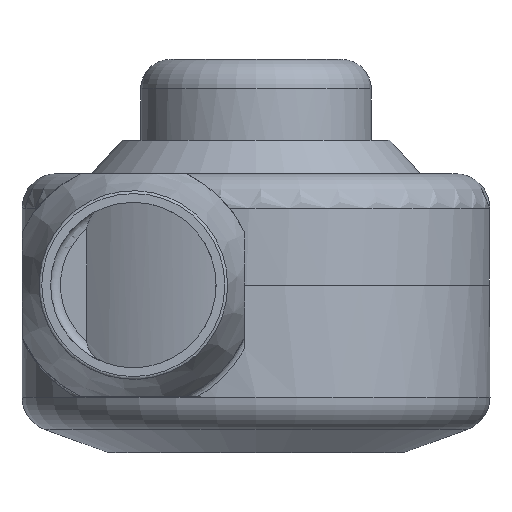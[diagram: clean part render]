
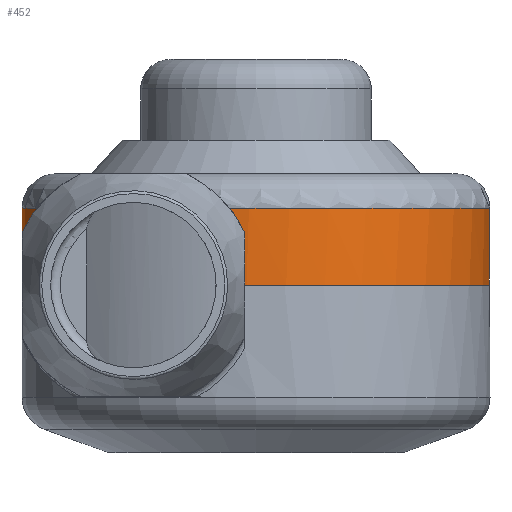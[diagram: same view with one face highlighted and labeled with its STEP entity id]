
A CAD part, left-side view. The second image highlights one B-rep face of the part: STEP entity #452.
In plain terms, the highlighted cylindrical face has radius 23.75 mm (diameter 47.5 mm), a partial arc.
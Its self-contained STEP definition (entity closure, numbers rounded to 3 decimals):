
#452 = ADVANCED_FACE( '', ( #974 ), #975, .T. );
#974 = FACE_OUTER_BOUND( '', #1965, .T. );
#975 = CYLINDRICAL_SURFACE( '', #1966, 23.75 );
#1965 = EDGE_LOOP( '', ( #3189, #3190, #3191, #3192, #3193, #3194 ) );
#1966 = AXIS2_PLACEMENT_3D( '', #3195, #3196, #3197 );
#3189 = ORIENTED_EDGE( '', *, *, #3686, .F. );
#3190 = ORIENTED_EDGE( '', *, *, #3757, .F. );
#3191 = ORIENTED_EDGE( '', *, *, #3628, .F. );
#3192 = ORIENTED_EDGE( '', *, *, #3514, .F. );
#3193 = ORIENTED_EDGE( '', *, *, #3782, .T. );
#3194 = ORIENTED_EDGE( '', *, *, #3575, .F. );
#3195 = CARTESIAN_POINT( '', ( 0., 100., -21.7 ) );
#3196 = DIRECTION( '', ( 0., 0., 1. ) );
#3197 = DIRECTION( '', ( 0., 1., 0. ) );
#3514 = EDGE_CURVE( '', #4049, #4052, #4053, .T. );
#3575 = EDGE_CURVE( '', #4141, #4143, #4144, .T. );
#3628 = EDGE_CURVE( '', #4052, #4225, #4226, .T. );
#3686 = EDGE_CURVE( '', #4303, #4141, #4305, .T. );
#3757 = EDGE_CURVE( '', #4225, #4303, #4390, .T. );
#3782 = EDGE_CURVE( '', #4049, #4143, #4420, .T. );
#4049 = VERTEX_POINT( '', #4966 );
#4052 = VERTEX_POINT( '', #4970 );
#4053 = LINE( '', #4971, #4972 );
#4141 = VERTEX_POINT( '', #5319 );
#4143 = VERTEX_POINT( '', #5322 );
#4144 = LINE( '', #5323, #5324 );
#4225 = VERTEX_POINT( '', #5601 );
#4226 = B_SPLINE_CURVE_WITH_KNOTS( '', 3, ( #5602, #5603, #5604, #5605, #5606, #5607, #5608, #5609, #5610, #5611, #5612, #5613 ), .UNSPECIFIED., .F., .F., ( 4, 2, 2, 2, 2, 4 ), ( 0.009, 0.01, 0.011, 0.013, 0.016, 0.018 ), .UNSPECIFIED. );
#4303 = VERTEX_POINT( '', #5789 );
#4305 = B_SPLINE_CURVE_WITH_KNOTS( '', 3, ( #5808, #5809, #5810, #5811 ), .UNSPECIFIED., .F., .F., ( 4, 4 ), ( 0., 0.003 ), .UNSPECIFIED. );
#4390 = CIRCLE( '', #6177, 23.75 );
#4420 = CIRCLE( '', #6257, 23.75 );
#4966 = CARTESIAN_POINT( '', ( 0., 123.75, -14.7 ) );
#4970 = CARTESIAN_POINT( '', ( 0., 123.75, -9.356 ) );
#4971 = CARTESIAN_POINT( '', ( 0., 123.75, -14.7 ) );
#4972 = VECTOR( '', #6481, 1000. );
#5319 = CARTESIAN_POINT( '', ( 23.722, 101.15, -9.356 ) );
#5322 = CARTESIAN_POINT( '', ( 23.722, 101.15, -14.7 ) );
#5323 = CARTESIAN_POINT( '', ( 23.722, 101.15, -21.7 ) );
#5324 = VECTOR( '', #6548, 1000. );
#5601 = CARTESIAN_POINT( '', ( 8.392, 122.218, -6.9 ) );
#5602 = CARTESIAN_POINT( '', ( 0., 123.75, -9.356 ) );
#5603 = CARTESIAN_POINT( '', ( 0.372, 123.75, -9.356 ) );
#5604 = CARTESIAN_POINT( '', ( 0.744, 123.741, -9.337 ) );
#5605 = CARTESIAN_POINT( '', ( 1.493, 123.706, -9.264 ) );
#5606 = CARTESIAN_POINT( '', ( 1.865, 123.68, -9.209 ) );
#5607 = CARTESIAN_POINT( '', ( 2.962, 123.576, -9. ) );
#5608 = CARTESIAN_POINT( '', ( 3.675, 123.475, -8.803 ) );
#5609 = CARTESIAN_POINT( '', ( 5.074, 123.213, -8.337 ) );
#5610 = CARTESIAN_POINT( '', ( 5.76, 123.051, -8.069 ) );
#5611 = CARTESIAN_POINT( '', ( 7.096, 122.676, -7.503 ) );
#5612 = CARTESIAN_POINT( '', ( 7.75, 122.461, -7.204 ) );
#5613 = CARTESIAN_POINT( '', ( 8.392, 122.218, -6.9 ) );
#5789 = CARTESIAN_POINT( '', ( 23.598, 102.682, -6.9 ) );
#5808 = CARTESIAN_POINT( '', ( 23.598, 102.682, -6.9 ) );
#5809 = CARTESIAN_POINT( '', ( 23.667, 102.077, -7.658 ) );
#5810 = CARTESIAN_POINT( '', ( 23.702, 101.566, -8.477 ) );
#5811 = CARTESIAN_POINT( '', ( 23.722, 101.15, -9.356 ) );
#6177 = AXIS2_PLACEMENT_3D( '', #6774, #6775, #6776 );
#6257 = AXIS2_PLACEMENT_3D( '', #6800, #6801, #6802 );
#6481 = DIRECTION( '', ( 0., 0., 1. ) );
#6548 = DIRECTION( '', ( 0., 0., -1. ) );
#6774 = CARTESIAN_POINT( '', ( 0., 100., -6.9 ) );
#6775 = DIRECTION( '', ( 0., 0., 1. ) );
#6776 = DIRECTION( '', ( 0., 1., 0. ) );
#6800 = CARTESIAN_POINT( '', ( 0., 100., -14.7 ) );
#6801 = DIRECTION( '', ( 0., 0., 1. ) );
#6802 = DIRECTION( '', ( 0., 1., 0. ) );
